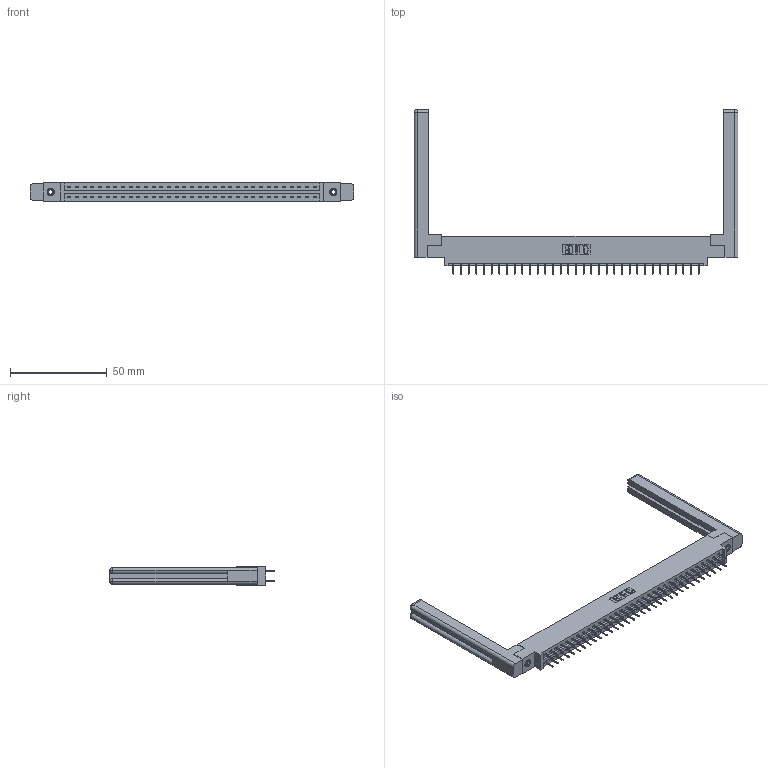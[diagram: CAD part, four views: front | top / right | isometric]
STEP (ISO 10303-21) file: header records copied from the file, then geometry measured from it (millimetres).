
FILE_DESCRIPTION (( 'STEP AP203' ), '1' );
FILE_NAME ('387-066-524-858.STEP', '2019-10-19T18:32:01', ( '' ), ( '' ), 'SwSTEP 2.0', 'SolidWorks 2016', '' );
FILE_SCHEMA (( 'CONFIG_CONTROL_DESIGN' ));
Length unit declared in the file: inch
Products named in the file (5): 345-250-001_345-250-001-102; 337 Part_0.170 Offset - 0.156 Dia-TI; 345-292-001_345-293-124; 387-066-524-858; 307-220-058
Assembly tree (71 placements, depth 2):
  387-066-524-858
    337 Part_0.170 Offset - 0.156 Dia-TI
    345-292-001_345-293-124  x66
    345-250-001_345-250-001-102  x2
    307-220-058  x2
Bounding box: 167.39 x 85.1 x 9.4 mm (x, y, z)
Volume: 24445.6 mm3; surface area: 24319.2 mm2
Topology: 71 solids, 71 shells, 4088 faces, 11567 edges, 7434 vertices
Faces by surface type: plane 3062, cylinder 1002, cone 12, torus 12
Entity records: 29590 total; most frequent: CARTESIAN_POINT 5001, ORIENTED_EDGE 4876, DIRECTION 4286, EDGE_CURVE 2438, LINE 2266, VECTOR 2266, VERTEX_POINT 1614, AXIS2_PLACEMENT_3D 1010
